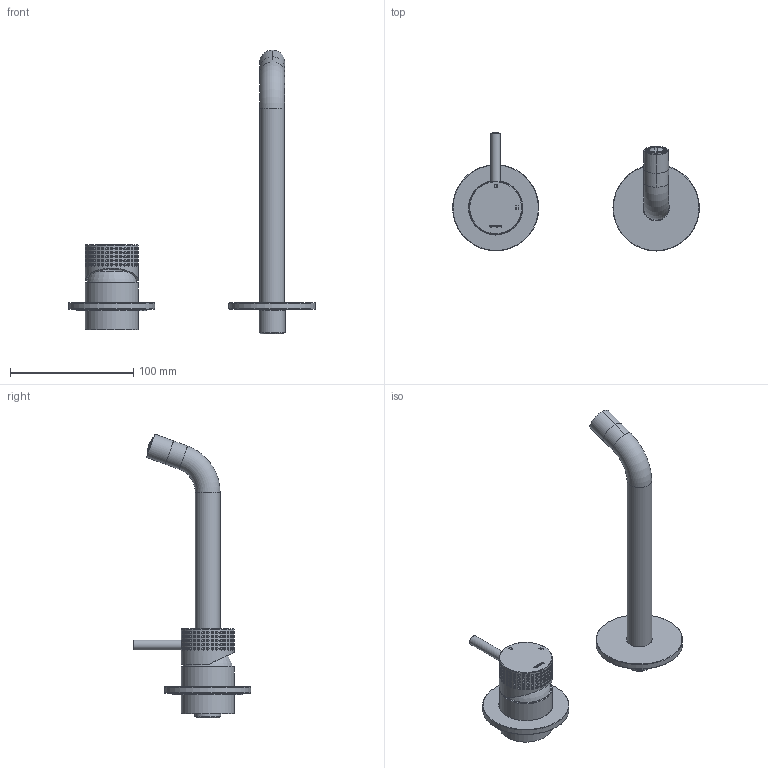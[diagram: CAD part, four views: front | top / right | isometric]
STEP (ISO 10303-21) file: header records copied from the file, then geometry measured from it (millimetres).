
FILE_DESCRIPTION(/* description */ ('Unknown'),/* implementation_level */ '2;1');
FILE_NAME(/* name */ 'AR124D-00',/* time_stamp */ '2023-12-14T17:53:37+01:00',/* author */ ('Unknown'),/* organization */ ('Unknown'),/* preprocessor_version */ 'ST-DEVELOPER v18.102',/* originating_system */ 'Solid Edge',/* authorisation */ 'Unknown');
FILE_SCHEMA (('AUTOMOTIVE_DESIGN {1 0 10303 214 3 1 1}'));
Length unit declared in the file: millimetre
Products named in the file (24): AR124DEXT-00; AR124-007; AR031-08; AR124-02; VG274; AR003-19; AR131-01; AR031FL70-00; AR031-07; AR031-06; AR031-09; AR095-03; AR095-09; AR096-20-002; AR096-02; AR095-08; CB003-002; CB003-002-1; CB003-002-2; CB003-002-3; CB003-002-4; AR095FL70-00; AR095-02; AR095-04
Assembly tree (25 placements, depth 3):
  AR124DEXT-00
    AR124-007
      AR031-08
      AR124-02
      VG274
      AR003-19
    AR131-01
    AR031FL70-00
      AR031-07
      AR031-06
      AR031-09
    AR095-03
    AR095-09  x2
    AR096-20-002
      AR096-02
      AR095-08
    CB003-002
      CB003-002-1
      CB003-002-2
      CB003-002-3
      CB003-002-4
    AR095FL70-00
      AR095-02
      AR031-09
      AR095-04
Bounding box: 199.9 x 95.5 x 229.7 mm (x, y, z)
Volume: 103959.7 mm3; surface area: 78128.4 mm2
Topology: 20 solids, 20 shells, 533 faces, 1523 edges, 1054 vertices
Faces by surface type: plane 193, sphere 165, cylinder 84, torus 48, cone 39, bspline 4
Full cylindrical faces by diameter (mm): 0.913 x1, 0.916 x1, 3.242 x1, 4 x1, 4.2 x1, 4.8 x1, 5 x1, 5.1 x1, 6 x1, 6.5 x1, 7.9 x1, 8.2 x1, 10 x1, 11 x1, 11.027 x2, 12.159 x1, 12.196 x1, 12.2 x2, 12.45 x1, 13.464 x1, 14.577 x1, 15 x2, 15.033 x1, 15.218 x1, 15.229 x1, 15.3 x3, 15.417 x2, 15.5 x2, 16.5 x2, 16.75 x1
Entity records: 17762 total; most frequent: CARTESIAN_POINT 4113, DIRECTION 1982, ORIENTED_EDGE 1638, FACE_BOUND 889, EDGE_LOOP 881, AXIS2_PLACEMENT_3D 836, EDGE_CURVE 819, VERTEX_POINT 670
